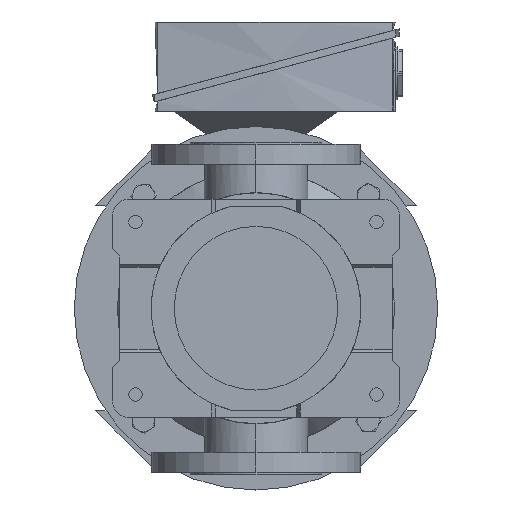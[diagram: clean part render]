
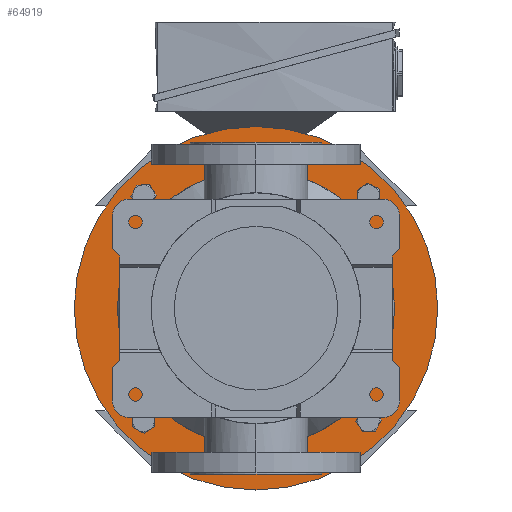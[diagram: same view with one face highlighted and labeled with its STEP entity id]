
A CAD part, front view. The second image highlights one B-rep face of the part: STEP entity #64919.
In plain terms, the highlighted face is planar.
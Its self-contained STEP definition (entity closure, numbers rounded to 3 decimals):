
#199 = AXIS2_PLACEMENT_3D ( 'NONE', #15706, #60858, #35651 ) ;
#820 = VERTEX_POINT ( 'NONE', #7086 ) ;
#1584 = CIRCLE ( 'NONE', #15311, 8.5 ) ;
#1722 = ORIENTED_EDGE ( 'NONE', *, *, #21364, .F. ) ;
#3006 = CIRCLE ( 'NONE', #11460, 8.5 ) ;
#3742 = EDGE_LOOP ( 'NONE', ( #37127, #15121 ) ) ;
#3813 = DIRECTION ( 'NONE',  ( -1., 0., 0. ) ) ;
#4029 = DIRECTION ( 'NONE',  ( -1., 0., 0. ) ) ;
#4801 = FACE_BOUND ( 'NONE', #43863, .T. ) ;
#5571 = CARTESIAN_POINT ( 'NONE',  ( -132.244, 123.744, 1017. ) ) ;
#6184 = ORIENTED_EDGE ( 'NONE', *, *, #62011, .F. ) ;
#7086 = CARTESIAN_POINT ( 'NONE',  ( 115.244, -123.744, 1017. ) ) ;
#7298 = EDGE_CURVE ( 'NONE', #59013, #62502, #40611, .T. ) ;
#7534 = AXIS2_PLACEMENT_3D ( 'NONE', #53900, #49263, #3813 ) ;
#8243 = EDGE_LOOP ( 'NONE', ( #45432, #6184 ) ) ;
#8421 = DIRECTION ( 'NONE',  ( -1., 0., 0. ) ) ;
#9303 = DIRECTION ( 'NONE',  ( 0., 0., -1. ) ) ;
#9644 = EDGE_CURVE ( 'NONE', #19968, #45960, #52124, .T. ) ;
#9670 = EDGE_CURVE ( 'NONE', #820, #46216, #25649, .T. ) ;
#10095 = CARTESIAN_POINT ( 'NONE',  ( 220., -220., 1017. ) ) ;
#11460 = AXIS2_PLACEMENT_3D ( 'NONE', #61222, #56196, #61838 ) ;
#11764 = EDGE_CURVE ( 'NONE', #45960, #19968, #57619, .T. ) ;
#12308 = AXIS2_PLACEMENT_3D ( 'NONE', #61303, #35421, #35761 ) ;
#12402 = VERTEX_POINT ( 'NONE', #42385 ) ;
#13591 = CARTESIAN_POINT ( 'NONE',  ( 115.244, 123.744, 1017. ) ) ;
#14243 = AXIS2_PLACEMENT_3D ( 'NONE', #39604, #64191, #8421 ) ;
#15121 = ORIENTED_EDGE ( 'NONE', *, *, #45689, .F. ) ;
#15311 = AXIS2_PLACEMENT_3D ( 'NONE', #29131, #64327, #19143 ) ;
#15706 = CARTESIAN_POINT ( 'NONE',  ( 0., 0., 1017. ) ) ;
#15796 = VERTEX_POINT ( 'NONE', #60438 ) ;
#17747 = EDGE_CURVE ( 'NONE', #58497, #44747, #20232, .T. ) ;
#19143 = DIRECTION ( 'NONE',  ( -1., 0., 0. ) ) ;
#19741 = CIRCLE ( 'NONE', #12308, 8.5 ) ;
#19968 = VERTEX_POINT ( 'NONE', #62911 ) ;
#20232 = CIRCLE ( 'NONE', #7534, 200. ) ;
#20249 = CARTESIAN_POINT ( 'NONE',  ( 123.744, 123.744, 1017. ) ) ;
#20687 = FACE_BOUND ( 'NONE', #8243, .T. ) ;
#21364 = EDGE_CURVE ( 'NONE', #44747, #58497, #65131, .T. ) ;
#21589 = CIRCLE ( 'NONE', #59768, 152.5 ) ;
#23609 = AXIS2_PLACEMENT_3D ( 'NONE', #24209, #9303, #36454 ) ;
#24209 = CARTESIAN_POINT ( 'NONE',  ( -123.744, 123.744, 1017. ) ) ;
#24311 = EDGE_CURVE ( 'NONE', #15796, #35180, #47904, .T. ) ;
#24702 = DIRECTION ( 'NONE',  ( -1., 0., 0. ) ) ;
#25649 = CIRCLE ( 'NONE', #37354, 8.5 ) ;
#26464 = EDGE_CURVE ( 'NONE', #35180, #15796, #21589, .T. ) ;
#26563 = CARTESIAN_POINT ( 'NONE',  ( -123.744, -123.744, 1017. ) ) ;
#27508 = EDGE_LOOP ( 'NONE', ( #32075, #34707 ) ) ;
#28639 = ORIENTED_EDGE ( 'NONE', *, *, #11764, .F. ) ;
#29131 = CARTESIAN_POINT ( 'NONE',  ( -123.744, -123.744, 1017. ) ) ;
#29909 = DIRECTION ( 'NONE',  ( -1., 0., 0. ) ) ;
#30035 = CARTESIAN_POINT ( 'NONE',  ( 0., 0., 1017. ) ) ;
#30346 = DIRECTION ( 'NONE',  ( 0., 0., 1. ) ) ;
#30556 = CARTESIAN_POINT ( 'NONE',  ( 123.744, -123.744, 1017. ) ) ;
#31206 = CARTESIAN_POINT ( 'NONE',  ( 200., 0., 1017. ) ) ;
#31963 = ORIENTED_EDGE ( 'NONE', *, *, #17747, .F. ) ;
#32075 = ORIENTED_EDGE ( 'NONE', *, *, #9670, .F. ) ;
#33186 = EDGE_CURVE ( 'NONE', #12402, #63642, #1584, .T. ) ;
#34707 = ORIENTED_EDGE ( 'NONE', *, *, #55564, .F. ) ;
#35180 = VERTEX_POINT ( 'NONE', #37065 ) ;
#35181 = CARTESIAN_POINT ( 'NONE',  ( 123.744, 123.744, 1017. ) ) ;
#35421 = DIRECTION ( 'NONE',  ( 0., 0., -1. ) ) ;
#35651 = DIRECTION ( 'NONE',  ( -1., 0., 0. ) ) ;
#35761 = DIRECTION ( 'NONE',  ( -1., 0., 0. ) ) ;
#36454 = DIRECTION ( 'NONE',  ( -1., 0., 0. ) ) ;
#36554 = DIRECTION ( 'NONE',  ( -1., 0., 0. ) ) ;
#37065 = CARTESIAN_POINT ( 'NONE',  ( -152.5, 0., 1017. ) ) ;
#37127 = ORIENTED_EDGE ( 'NONE', *, *, #7298, .F. ) ;
#37354 = AXIS2_PLACEMENT_3D ( 'NONE', #30556, #50467, #4029 ) ;
#39252 = EDGE_LOOP ( 'NONE', ( #1722, #31963 ) ) ;
#39604 = CARTESIAN_POINT ( 'NONE',  ( 0., 0., 1017. ) ) ;
#40303 = PLANE ( 'NONE',  #54527 ) ;
#40611 = CIRCLE ( 'NONE', #23609, 8.5 ) ;
#42385 = CARTESIAN_POINT ( 'NONE',  ( -132.244, -123.744, 1017. ) ) ;
#43863 = EDGE_LOOP ( 'NONE', ( #57518, #56260 ) ) ;
#44747 = VERTEX_POINT ( 'NONE', #54832 ) ;
#45312 = FACE_BOUND ( 'NONE', #27508, .T. ) ;
#45432 = ORIENTED_EDGE ( 'NONE', *, *, #33186, .F. ) ;
#45689 = EDGE_CURVE ( 'NONE', #62502, #59013, #3006, .T. ) ;
#45832 = AXIS2_PLACEMENT_3D ( 'NONE', #26563, #62099, #36554 ) ;
#45960 = VERTEX_POINT ( 'NONE', #13591 ) ;
#46216 = VERTEX_POINT ( 'NONE', #57035 ) ;
#47904 = CIRCLE ( 'NONE', #199, 152.5 ) ;
#49263 = DIRECTION ( 'NONE',  ( 0., 0., 1. ) ) ;
#50467 = DIRECTION ( 'NONE',  ( 0., 0., -1. ) ) ;
#51220 = FACE_BOUND ( 'NONE', #57800, .T. ) ;
#52124 = CIRCLE ( 'NONE', #60630, 8.5 ) ;
#53900 = CARTESIAN_POINT ( 'NONE',  ( 0., 0., 1017. ) ) ;
#54527 = AXIS2_PLACEMENT_3D ( 'NONE', #10095, #30346, #60224 ) ;
#54832 = CARTESIAN_POINT ( 'NONE',  ( -200., 0., 1017. ) ) ;
#55541 = FACE_OUTER_BOUND ( 'NONE', #39252, .T. ) ;
#55564 = EDGE_CURVE ( 'NONE', #46216, #820, #19741, .T. ) ;
#55880 = FACE_BOUND ( 'NONE', #3742, .T. ) ;
#56196 = DIRECTION ( 'NONE',  ( 0., 0., -1. ) ) ;
#56260 = ORIENTED_EDGE ( 'NONE', *, *, #24311, .F. ) ;
#57035 = CARTESIAN_POINT ( 'NONE',  ( 132.244, -123.744, 1017. ) ) ;
#57518 = ORIENTED_EDGE ( 'NONE', *, *, #26464, .F. ) ;
#57619 = CIRCLE ( 'NONE', #61894, 8.5 ) ;
#57800 = EDGE_LOOP ( 'NONE', ( #28639, #62184 ) ) ;
#58317 = CARTESIAN_POINT ( 'NONE',  ( -115.244, 123.744, 1017. ) ) ;
#58497 = VERTEX_POINT ( 'NONE', #31206 ) ;
#59013 = VERTEX_POINT ( 'NONE', #5571 ) ;
#59768 = AXIS2_PLACEMENT_3D ( 'NONE', #30035, #65232, #24702 ) ;
#60224 = DIRECTION ( 'NONE',  ( 1., 0., 0. ) ) ;
#60438 = CARTESIAN_POINT ( 'NONE',  ( 152.5, 0., 1017. ) ) ;
#60630 = AXIS2_PLACEMENT_3D ( 'NONE', #35181, #65416, #64429 ) ;
#60771 = DIRECTION ( 'NONE',  ( 0., 0., -1. ) ) ;
#60858 = DIRECTION ( 'NONE',  ( 0., 0., -1. ) ) ;
#61222 = CARTESIAN_POINT ( 'NONE',  ( -123.744, 123.744, 1017. ) ) ;
#61303 = CARTESIAN_POINT ( 'NONE',  ( 123.744, -123.744, 1017. ) ) ;
#61838 = DIRECTION ( 'NONE',  ( -1., 0., 0. ) ) ;
#61892 = CARTESIAN_POINT ( 'NONE',  ( -115.244, -123.744, 1017. ) ) ;
#61894 = AXIS2_PLACEMENT_3D ( 'NONE', #20249, #60771, #29909 ) ;
#62011 = EDGE_CURVE ( 'NONE', #63642, #12402, #63814, .T. ) ;
#62099 = DIRECTION ( 'NONE',  ( 0., 0., -1. ) ) ;
#62184 = ORIENTED_EDGE ( 'NONE', *, *, #9644, .F. ) ;
#62502 = VERTEX_POINT ( 'NONE', #58317 ) ;
#62911 = CARTESIAN_POINT ( 'NONE',  ( 132.244, 123.744, 1017. ) ) ;
#63642 = VERTEX_POINT ( 'NONE', #61892 ) ;
#63814 = CIRCLE ( 'NONE', #45832, 8.5 ) ;
#64191 = DIRECTION ( 'NONE',  ( 0., 0., 1. ) ) ;
#64327 = DIRECTION ( 'NONE',  ( 0., 0., -1. ) ) ;
#64429 = DIRECTION ( 'NONE',  ( -1., 0., 0. ) ) ;
#64919 = ADVANCED_FACE ( 'NONE', ( #4801, #20687, #55880, #51220, #45312, #55541 ), #40303, .F. ) ;
#65131 = CIRCLE ( 'NONE', #14243, 200. ) ;
#65232 = DIRECTION ( 'NONE',  ( 0., 0., -1. ) ) ;
#65416 = DIRECTION ( 'NONE',  ( 0., 0., -1. ) ) ;
